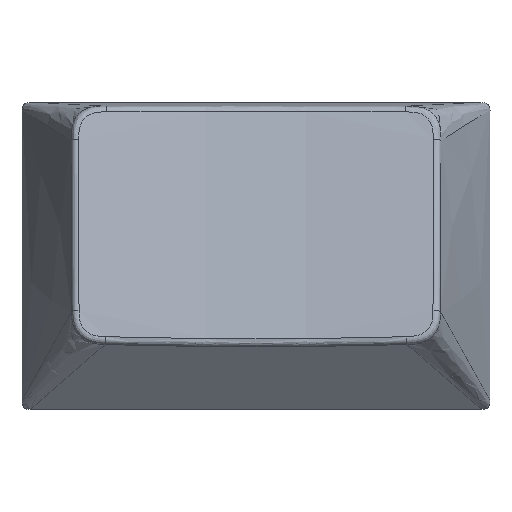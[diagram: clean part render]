
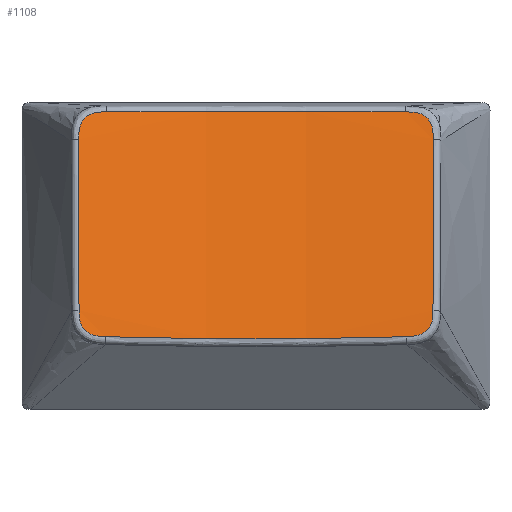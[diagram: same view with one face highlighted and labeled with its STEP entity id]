
A CAD part, top view. The second image highlights one B-rep face of the part: STEP entity #1108.
In plain terms, the highlighted cylindrical face has radius 108.02 mm (diameter 216.04 mm), a partial arc.
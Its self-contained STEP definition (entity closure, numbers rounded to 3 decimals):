
#18=CYLINDRICAL_SURFACE('',#1188,108.02);
#76=FACE_OUTER_BOUND('',#142,.T.);
#142=EDGE_LOOP('',(#808,#809,#810,#811,#812,#813,#814,#815));
#210=B_SPLINE_CURVE_WITH_KNOTS('',3,(#2079,#2080,#2081,#2082,#2083),
 .UNSPECIFIED.,.F.,.F.,(4,1,4),(-0.186,8.663,17.512),
 .UNSPECIFIED.);
#211=B_SPLINE_CURVE_WITH_KNOTS('',3,(#2085,#2086,#2087,#2088,#2089,#2090,
#2091,#2092,#2093,#2094,#2095,#2096,#2097,#2098,#2099,#2100,#2101,#2102,
#2103,#2104,#2105,#2106,#2107,#2108,#2109),.UNSPECIFIED.,.F.,.F.,(4,3,3,
3,3,3,3,3,4),(0.168,0.66,0.945,1.27,1.57,
1.87,2.196,2.565,2.985),.UNSPECIFIED.);
#212=B_SPLINE_CURVE_WITH_KNOTS('',3,(#2111,#2112,#2113,#2114),
 .UNSPECIFIED.,.F.,.F.,(4,4),(-0.077,10.378),.UNSPECIFIED.);
#213=B_SPLINE_CURVE_WITH_KNOTS('',3,(#2116,#2117,#2118,#2119,#2120,#2121,
#2122,#2123,#2124,#2125,#2126),.UNSPECIFIED.,.F.,.F.,(4,1,1,1,1,1,1,1,4),
(0.112,0.487,0.823,1.133,1.427,1.718,
2.02,2.348,2.713),.UNSPECIFIED.);
#214=B_SPLINE_CURVE_WITH_KNOTS('',3,(#2128,#2129,#2130,#2131,#2132),
 .UNSPECIFIED.,.F.,.F.,(4,1,4),(-0.112,8.809,17.73),
 .UNSPECIFIED.);
#215=B_SPLINE_CURVE_WITH_KNOTS('',3,(#2134,#2135,#2136,#2137,#2138,#2139,
#2140,#2141,#2142,#2143,#2144),.UNSPECIFIED.,.F.,.F.,(4,1,1,1,1,1,1,1,4),
(0.077,0.442,0.769,1.071,1.363,1.657,
1.966,2.303,2.678),.UNSPECIFIED.);
#216=B_SPLINE_CURVE_WITH_KNOTS('',3,(#2146,#2147,#2148,#2149),
 .UNSPECIFIED.,.F.,.F.,(4,4),(-0.168,10.287),
 .UNSPECIFIED.);
#217=B_SPLINE_CURVE_WITH_KNOTS('',3,(#2150,#2151,#2152,#2153,#2154,#2155,
#2156,#2157,#2158),.UNSPECIFIED.,.F.,.F.,(4,1,1,1,1,1,4),(0.186,0.975,
1.301,1.601,1.901,2.226,3.002),
 .UNSPECIFIED.);
#505=VERTEX_POINT('',#2077);
#506=VERTEX_POINT('',#2078);
#507=VERTEX_POINT('',#2084);
#508=VERTEX_POINT('',#2110);
#509=VERTEX_POINT('',#2115);
#510=VERTEX_POINT('',#2127);
#511=VERTEX_POINT('',#2133);
#512=VERTEX_POINT('',#2145);
#623=EDGE_CURVE('',#505,#506,#210,.T.);
#624=EDGE_CURVE('',#506,#507,#211,.F.);
#625=EDGE_CURVE('',#507,#508,#212,.F.);
#626=EDGE_CURVE('',#508,#509,#213,.F.);
#627=EDGE_CURVE('',#509,#510,#214,.T.);
#628=EDGE_CURVE('',#510,#511,#215,.F.);
#629=EDGE_CURVE('',#511,#512,#216,.F.);
#630=EDGE_CURVE('',#512,#505,#217,.F.);
#808=ORIENTED_EDGE('',*,*,#623,.T.);
#809=ORIENTED_EDGE('',*,*,#624,.T.);
#810=ORIENTED_EDGE('',*,*,#625,.T.);
#811=ORIENTED_EDGE('',*,*,#626,.T.);
#812=ORIENTED_EDGE('',*,*,#627,.T.);
#813=ORIENTED_EDGE('',*,*,#628,.T.);
#814=ORIENTED_EDGE('',*,*,#629,.T.);
#815=ORIENTED_EDGE('',*,*,#630,.T.);
#1108=ADVANCED_FACE('',(#76),#18,.F.);
#1188=AXIS2_PLACEMENT_3D('',#2076,#1314,#1315);
#1314=DIRECTION('center_axis',(0.,-0.967,0.256));
#1315=DIRECTION('ref_axis',(-0.633,0.198,0.748));
#2076=CARTESIAN_POINT('Origin',(0.,-20.658,85.434));
#2077=CARTESIAN_POINT('',(8.802,6.64,-33.182));
#2078=CARTESIAN_POINT('',(-8.802,6.64,-33.182));
#2079=CARTESIAN_POINT('Ctrl Pts',(8.802,6.64,-33.182));
#2080=CARTESIAN_POINT('Ctrl Pts',(5.875,6.649,-33.432));
#2081=CARTESIAN_POINT('Ctrl Pts',(0.,6.658,-33.683));
#2082=CARTESIAN_POINT('Ctrl Pts',(-5.875,6.649,-33.432));
#2083=CARTESIAN_POINT('Ctrl Pts',(-8.802,6.64,-33.182));
#2084=CARTESIAN_POINT('',(-10.463,5.017,-32.598));
#2085=CARTESIAN_POINT('Ctrl Pts',(-10.463,5.017,-32.598));
#2086=CARTESIAN_POINT('Ctrl Pts',(-10.463,5.174,-32.64));
#2087=CARTESIAN_POINT('Ctrl Pts',(-10.461,5.334,-32.682));
#2088=CARTESIAN_POINT('Ctrl Pts',(-10.443,5.491,-32.726));
#2089=CARTESIAN_POINT('Ctrl Pts',(-10.433,5.582,-32.751));
#2090=CARTESIAN_POINT('Ctrl Pts',(-10.417,5.672,-32.776));
#2091=CARTESIAN_POINT('Ctrl Pts',(-10.394,5.76,-32.802));
#2092=CARTESIAN_POINT('Ctrl Pts',(-10.367,5.86,-32.831));
#2093=CARTESIAN_POINT('Ctrl Pts',(-10.33,5.958,-32.861));
#2094=CARTESIAN_POINT('Ctrl Pts',(-10.28,6.049,-32.89));
#2095=CARTESIAN_POINT('Ctrl Pts',(-10.233,6.133,-32.917));
#2096=CARTESIAN_POINT('Ctrl Pts',(-10.175,6.211,-32.943));
#2097=CARTESIAN_POINT('Ctrl Pts',(-10.106,6.278,-32.968));
#2098=CARTESIAN_POINT('Ctrl Pts',(-10.038,6.347,-32.992));
#2099=CARTESIAN_POINT('Ctrl Pts',(-9.959,6.405,-33.015));
#2100=CARTESIAN_POINT('Ctrl Pts',(-9.873,6.451,-33.036));
#2101=CARTESIAN_POINT('Ctrl Pts',(-9.78,6.502,-33.058));
#2102=CARTESIAN_POINT('Ctrl Pts',(-9.68,6.54,-33.077));
#2103=CARTESIAN_POINT('Ctrl Pts',(-9.577,6.567,-33.094));
#2104=CARTESIAN_POINT('Ctrl Pts',(-9.46,6.598,-33.113));
#2105=CARTESIAN_POINT('Ctrl Pts',(-9.339,6.615,-33.129));
#2106=CARTESIAN_POINT('Ctrl Pts',(-9.218,6.626,-33.142));
#2107=CARTESIAN_POINT('Ctrl Pts',(-9.08,6.638,-33.158));
#2108=CARTESIAN_POINT('Ctrl Pts',(-8.941,6.64,-33.17));
#2109=CARTESIAN_POINT('Ctrl Pts',(-8.802,6.64,-33.182));
#2110=CARTESIAN_POINT('',(-10.447,-5.09,-29.92));
#2111=CARTESIAN_POINT('Ctrl Pts',(-10.447,-5.09,-29.92));
#2112=CARTESIAN_POINT('Ctrl Pts',(-10.451,-1.721,-30.813));
#2113=CARTESIAN_POINT('Ctrl Pts',(-10.456,1.648,-31.705));
#2114=CARTESIAN_POINT('Ctrl Pts',(-10.463,5.017,-32.598));
#2115=CARTESIAN_POINT('',(-8.879,-6.64,-29.655));
#2116=CARTESIAN_POINT('Ctrl Pts',(-8.879,-6.64,-29.655));
#2117=CARTESIAN_POINT('Ctrl Pts',(-9.003,-6.637,-29.645));
#2118=CARTESIAN_POINT('Ctrl Pts',(-9.238,-6.627,-29.627));
#2119=CARTESIAN_POINT('Ctrl Pts',(-9.573,-6.567,-29.613));
#2120=CARTESIAN_POINT('Ctrl Pts',(-9.863,-6.446,-29.618));
#2121=CARTESIAN_POINT('Ctrl Pts',(-10.102,-6.265,-29.643));
#2122=CARTESIAN_POINT('Ctrl Pts',(-10.28,-6.031,-29.687));
#2123=CARTESIAN_POINT('Ctrl Pts',(-10.394,-5.75,-29.75));
#2124=CARTESIAN_POINT('Ctrl Pts',(-10.445,-5.431,-29.83));
#2125=CARTESIAN_POINT('Ctrl Pts',(-10.447,-5.208,-29.889));
#2126=CARTESIAN_POINT('Ctrl Pts',(-10.447,-5.09,-29.92));
#2127=CARTESIAN_POINT('',(8.879,-6.64,-29.655));
#2128=CARTESIAN_POINT('Ctrl Pts',(-8.879,-6.64,-29.655));
#2129=CARTESIAN_POINT('Ctrl Pts',(-5.926,-6.727,-29.884));
#2130=CARTESIAN_POINT('Ctrl Pts',(0.,-6.813,
-30.113));
#2131=CARTESIAN_POINT('Ctrl Pts',(5.926,-6.727,-29.884));
#2132=CARTESIAN_POINT('Ctrl Pts',(8.879,-6.64,-29.655));
#2133=CARTESIAN_POINT('',(10.447,-5.09,-29.92));
#2134=CARTESIAN_POINT('Ctrl Pts',(10.447,-5.09,-29.92));
#2135=CARTESIAN_POINT('Ctrl Pts',(10.447,-5.208,-29.889));
#2136=CARTESIAN_POINT('Ctrl Pts',(10.445,-5.431,-29.83));
#2137=CARTESIAN_POINT('Ctrl Pts',(10.394,-5.75,-29.75));
#2138=CARTESIAN_POINT('Ctrl Pts',(10.28,-6.031,-29.687));
#2139=CARTESIAN_POINT('Ctrl Pts',(10.102,-6.265,-29.643));
#2140=CARTESIAN_POINT('Ctrl Pts',(9.863,-6.446,-29.618));
#2141=CARTESIAN_POINT('Ctrl Pts',(9.573,-6.567,-29.613));
#2142=CARTESIAN_POINT('Ctrl Pts',(9.238,-6.627,-29.627));
#2143=CARTESIAN_POINT('Ctrl Pts',(9.003,-6.637,-29.645));
#2144=CARTESIAN_POINT('Ctrl Pts',(8.879,-6.64,-29.655));
#2145=CARTESIAN_POINT('',(10.463,5.017,-32.598));
#2146=CARTESIAN_POINT('Ctrl Pts',(10.463,5.017,-32.598));
#2147=CARTESIAN_POINT('Ctrl Pts',(10.456,1.648,-31.705));
#2148=CARTESIAN_POINT('Ctrl Pts',(10.451,-1.721,-30.813));
#2149=CARTESIAN_POINT('Ctrl Pts',(10.447,-5.09,-29.92));
#2150=CARTESIAN_POINT('Ctrl Pts',(8.802,6.64,-33.182));
#2151=CARTESIAN_POINT('Ctrl Pts',(9.062,6.639,-33.16));
#2152=CARTESIAN_POINT('Ctrl Pts',(9.437,6.63,-33.124));
#2153=CARTESIAN_POINT('Ctrl Pts',(9.873,6.468,-33.04));
#2154=CARTESIAN_POINT('Ctrl Pts',(10.117,6.288,-32.969));
#2155=CARTESIAN_POINT('Ctrl Pts',(10.296,6.049,-32.888));
#2156=CARTESIAN_POINT('Ctrl Pts',(10.456,5.626,-32.76));
#2157=CARTESIAN_POINT('Ctrl Pts',(10.463,5.266,-32.664));
#2158=CARTESIAN_POINT('Ctrl Pts',(10.463,5.017,-32.598));
